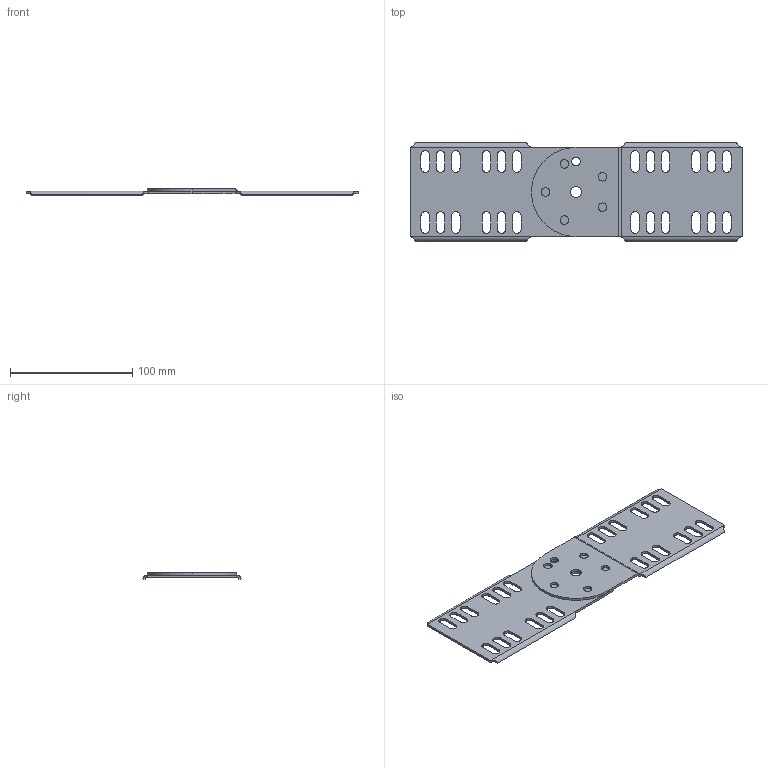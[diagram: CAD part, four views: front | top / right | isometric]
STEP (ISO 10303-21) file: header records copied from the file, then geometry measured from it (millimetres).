
FILE_DESCRIPTION((''),'2;1');
FILE_NAME('7082320_ASM','2012-11-15T',('AndreasKeweloh'),(''),'PRO/ENGINEER BY PARAMETRIC TECHNOLOGY CORPORATION, 2012230','PRO/ENGINEER BY PARAMETRIC TECHNOLOGY CORPORATION, 2012230','');
FILE_SCHEMA(('CONFIG_CONTROL_DESIGN'));
Length unit declared in the file: millimetre
Products named in the file (3): 7082320_VERBINDERTEIL_GLATT; 7082320VERBINDERTEIL_GEKR_; 7082320_ASM
Assembly tree (2 placements, depth 2):
  7082320_ASM
    7082320_VERBINDERTEIL_GLATT
    7082320VERBINDERTEIL_GEKR_
Bounding box: 272 x 80.75 x 5.5 mm (x, y, z)
Volume: 44356.2 mm3; surface area: 49027.5 mm2
Topology: 2 solids, 2 shells, 180 faces, 502 edges, 324 vertices
Faces by surface type: cylinder 94, plane 68, bspline 14, torus 4
Entity records: 8789 total; most frequent: CARTESIAN_POINT 3876, ORIENTED_EDGE 1000, DIRECTION 990, EDGE_CURVE 500, AXIS2_PLACEMENT_3D 347, VERTEX_POINT 324, VECTOR 296, LINE 296
